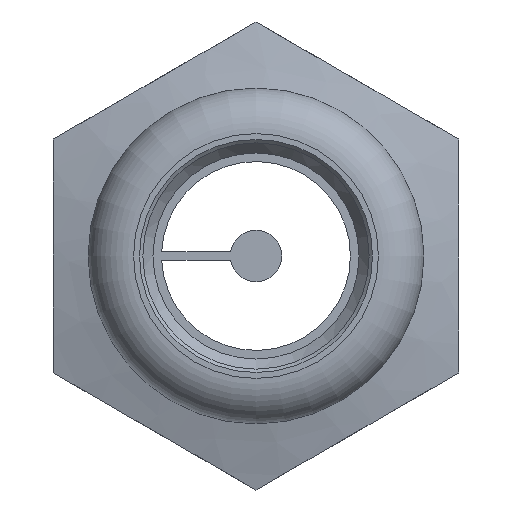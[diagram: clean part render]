
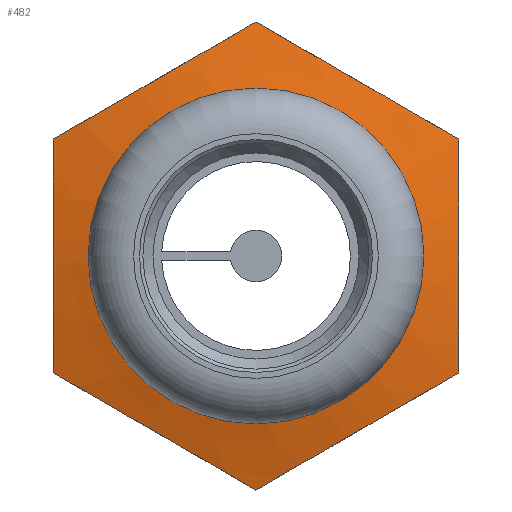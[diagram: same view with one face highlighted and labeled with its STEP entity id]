
A CAD part, left-side view. The second image highlights one B-rep face of the part: STEP entity #482.
In plain terms, the highlighted conical face has half-angle 75 degrees and reference radius 10.728 mm.
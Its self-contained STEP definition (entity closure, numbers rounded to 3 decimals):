
#16=(
BOUNDED_CURVE()
B_SPLINE_CURVE(2,(#787,#788,#789),.UNSPECIFIED.,.F.,.F.)
B_SPLINE_CURVE_WITH_KNOTS((3,3),(0.,1.389),.UNSPECIFIED.)
CURVE()
GEOMETRIC_REPRESENTATION_ITEM()
RATIONAL_B_SPLINE_CURVE((1.,1.155,1.))
REPRESENTATION_ITEM($)
);
#17=(
BOUNDED_CURVE()
B_SPLINE_CURVE(2,(#791,#792,#793),.UNSPECIFIED.,.F.,.F.)
B_SPLINE_CURVE_WITH_KNOTS((3,3),(0.,1.389),.UNSPECIFIED.)
CURVE()
GEOMETRIC_REPRESENTATION_ITEM()
RATIONAL_B_SPLINE_CURVE((1.,1.155,1.))
REPRESENTATION_ITEM($)
);
#18=(
BOUNDED_CURVE()
B_SPLINE_CURVE(2,(#795,#796,#797),.UNSPECIFIED.,.F.,.F.)
B_SPLINE_CURVE_WITH_KNOTS((3,3),(0.,1.389),.UNSPECIFIED.)
CURVE()
GEOMETRIC_REPRESENTATION_ITEM()
RATIONAL_B_SPLINE_CURVE((1.,1.155,1.))
REPRESENTATION_ITEM($)
);
#19=(
BOUNDED_CURVE()
B_SPLINE_CURVE(2,(#799,#800,#801),.UNSPECIFIED.,.F.,.F.)
B_SPLINE_CURVE_WITH_KNOTS((3,3),(0.,1.389),.UNSPECIFIED.)
CURVE()
GEOMETRIC_REPRESENTATION_ITEM()
RATIONAL_B_SPLINE_CURVE((1.,1.155,1.))
REPRESENTATION_ITEM($)
);
#20=(
BOUNDED_CURVE()
B_SPLINE_CURVE(2,(#803,#804,#805),.UNSPECIFIED.,.F.,.F.)
B_SPLINE_CURVE_WITH_KNOTS((3,3),(0.,1.389),.UNSPECIFIED.)
CURVE()
GEOMETRIC_REPRESENTATION_ITEM()
RATIONAL_B_SPLINE_CURVE((1.,1.155,1.))
REPRESENTATION_ITEM($)
);
#21=(
BOUNDED_CURVE()
B_SPLINE_CURVE(2,(#806,#807,#808),.UNSPECIFIED.,.F.,.F.)
B_SPLINE_CURVE_WITH_KNOTS((3,3),(0.,1.389),.UNSPECIFIED.)
CURVE()
GEOMETRIC_REPRESENTATION_ITEM()
RATIONAL_B_SPLINE_CURVE((1.,1.155,1.))
REPRESENTATION_ITEM($)
);
#38=CONICAL_SURFACE($,#540,10.728,75.);
#59=FACE_BOUND($,#138,.T.);
#94=FACE_OUTER_BOUND($,#137,.T.);
#137=EDGE_LOOP($,(#376,#377,#378,#379,#380,#381));
#138=EDGE_LOOP($,(#382));
#218=CIRCLE($,#538,8.341);
#250=VERTEX_POINT($,#780);
#252=VERTEX_POINT($,#785);
#253=VERTEX_POINT($,#786);
#254=VERTEX_POINT($,#790);
#255=VERTEX_POINT($,#794);
#256=VERTEX_POINT($,#798);
#257=VERTEX_POINT($,#802);
#298=EDGE_CURVE($,#250,#250,#218,.T.);
#300=EDGE_CURVE($,#252,#253,#16,.T.);
#301=EDGE_CURVE($,#253,#254,#17,.T.);
#302=EDGE_CURVE($,#254,#255,#18,.T.);
#303=EDGE_CURVE($,#255,#256,#19,.T.);
#304=EDGE_CURVE($,#256,#257,#20,.T.);
#305=EDGE_CURVE($,#257,#252,#21,.T.);
#376=ORIENTED_EDGE($,*,*,#300,.T.);
#377=ORIENTED_EDGE($,*,*,#301,.T.);
#378=ORIENTED_EDGE($,*,*,#302,.T.);
#379=ORIENTED_EDGE($,*,*,#303,.T.);
#380=ORIENTED_EDGE($,*,*,#304,.T.);
#381=ORIENTED_EDGE($,*,*,#305,.T.);
#382=ORIENTED_EDGE($,*,*,#298,.F.);
#482=ADVANCED_FACE($,(#94,#59),#38,.T.);
#538=AXIS2_PLACEMENT_3D($,#781,#640,#641);
#540=AXIS2_PLACEMENT_3D($,#784,#644,#645);
#640=DIRECTION('center_axis',(-1.,0.,0.));
#641=DIRECTION('ref_axis',(0.,-0.866,0.5));
#644=DIRECTION('center_axis',(1.,0.,0.));
#645=DIRECTION('ref_axis',(0.,0.866,0.5));
#780=CARTESIAN_POINT('',(15.599,7.224,-4.171));
#781=CARTESIAN_POINT('Origin',(15.599,0.,0.));
#784=CARTESIAN_POINT('Origin',(16.238,0.,0.));
#785=CARTESIAN_POINT('',(17.076,12.,-6.928));
#786=CARTESIAN_POINT('',(17.076,0.,-13.856));
#787=CARTESIAN_POINT('Ctrl Pts',(17.076,12.,-6.928));
#788=CARTESIAN_POINT('Ctrl Pts',(16.148,6.,-10.392));
#789=CARTESIAN_POINT('Ctrl Pts',(17.076,0.,
-13.856));
#790=CARTESIAN_POINT('',(17.076,-12.,-6.928));
#791=CARTESIAN_POINT('Ctrl Pts',(17.076,0.,
-13.856));
#792=CARTESIAN_POINT('Ctrl Pts',(16.148,-6.,-10.392));
#793=CARTESIAN_POINT('Ctrl Pts',(17.076,-12.,-6.928));
#794=CARTESIAN_POINT('',(17.076,-12.,6.928));
#795=CARTESIAN_POINT('Ctrl Pts',(17.076,-12.,-6.928));
#796=CARTESIAN_POINT('Ctrl Pts',(16.148,-12.,0.));
#797=CARTESIAN_POINT('Ctrl Pts',(17.076,-12.,6.928));
#798=CARTESIAN_POINT('',(17.076,0.,13.856));
#799=CARTESIAN_POINT('Ctrl Pts',(17.076,-12.,6.928));
#800=CARTESIAN_POINT('Ctrl Pts',(16.148,-6.,10.392));
#801=CARTESIAN_POINT('Ctrl Pts',(17.076,0.,
13.856));
#802=CARTESIAN_POINT('',(17.076,12.,6.928));
#803=CARTESIAN_POINT('Ctrl Pts',(17.076,0.,
13.856));
#804=CARTESIAN_POINT('Ctrl Pts',(16.148,6.,10.392));
#805=CARTESIAN_POINT('Ctrl Pts',(17.076,12.,6.928));
#806=CARTESIAN_POINT('Ctrl Pts',(17.076,12.,6.928));
#807=CARTESIAN_POINT('Ctrl Pts',(16.148,12.,0.));
#808=CARTESIAN_POINT('Ctrl Pts',(17.076,12.,-6.928));
